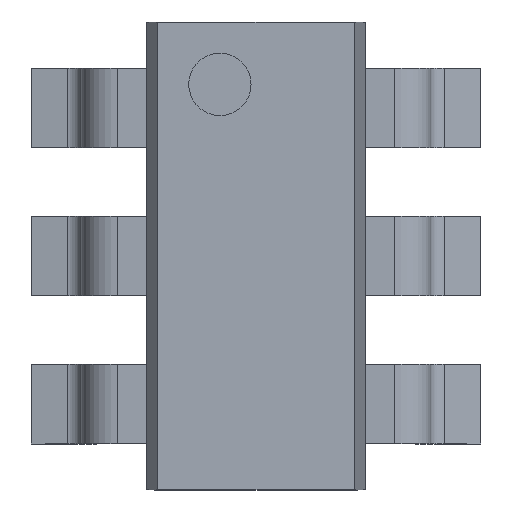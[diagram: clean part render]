
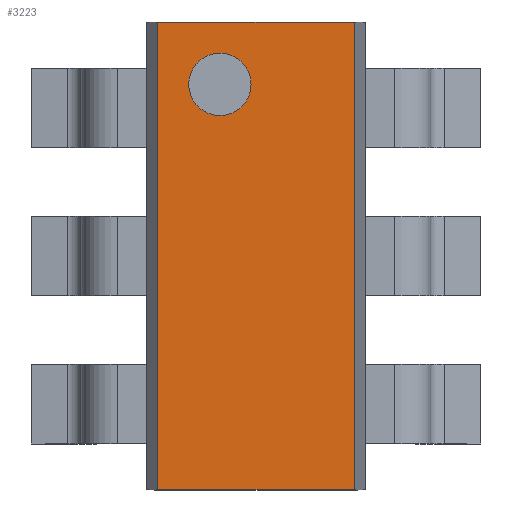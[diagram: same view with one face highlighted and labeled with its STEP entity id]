
A CAD part, top view. The second image highlights one B-rep face of the part: STEP entity #3223.
In plain terms, the highlighted planar face has unit normal (0, 0, 1).
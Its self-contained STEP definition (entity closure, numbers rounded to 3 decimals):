
#2869=CARTESIAN_POINT('',(-0.032,1.1,1.));
#2870=VERTEX_POINT('',#2869);
#2879=CARTESIAN_POINT('',(-0.432,1.1,1.));
#2880=VERTEX_POINT('',#2879);
#2881=CARTESIAN_POINT('',(-0.232,1.1,1.));
#2882=DIRECTION('',(0.0,0.0,-1.0));
#2883=DIRECTION('',(1.0,0.0,0.0));
#2884=AXIS2_PLACEMENT_3D('',#2881,#2882,#2883);
#2885=CIRCLE('',#2884,0.2);
#2886=EDGE_CURVE('',#2880,#2870,#2885,.T.);
#2920=CARTESIAN_POINT('',(-0.232,1.1,1.));
#2921=DIRECTION('',(0.0,0.0,-1.0));
#2922=DIRECTION('',(1.0,0.0,0.0));
#2923=AXIS2_PLACEMENT_3D('',#2920,#2921,#2922);
#2924=CIRCLE('',#2923,0.2);
#2925=EDGE_CURVE('',#2870,#2880,#2924,.T.);
#2947=CARTESIAN_POINT('',(-0.632,-1.5,1.));
#2948=VERTEX_POINT('',#2947);
#2955=CARTESIAN_POINT('',(-0.632,1.5,1.));
#2956=VERTEX_POINT('',#2955);
#2957=CARTESIAN_POINT('',(-0.632,1.5,1.));
#2958=DIRECTION('',(0.0,-1.0,0.0));
#2959=VECTOR('',#2958,3.0);
#2960=LINE('',#2957,#2959);
#2961=EDGE_CURVE('',#2956,#2948,#2960,.T.);
#3002=CARTESIAN_POINT('',(0.632,1.5,1.));
#3003=VERTEX_POINT('',#3002);
#3004=CARTESIAN_POINT('',(0.632,1.5,1.));
#3005=DIRECTION('',(-1.0,0.0,0.0));
#3006=VECTOR('',#3005,1.263);
#3007=LINE('',#3004,#3006);
#3008=EDGE_CURVE('',#3003,#2956,#3007,.T.);
#3048=CARTESIAN_POINT('',(0.632,-1.5,1.));
#3049=VERTEX_POINT('',#3048);
#3065=CARTESIAN_POINT('',(0.632,-1.5,1.));
#3066=DIRECTION('',(0.0,1.0,0.0));
#3067=VECTOR('',#3066,3.0);
#3068=LINE('',#3065,#3067);
#3069=EDGE_CURVE('',#3003,#3049,#3068,.F.);
#3118=CARTESIAN_POINT('',(-0.632,-1.5,1.));
#3119=DIRECTION('',(1.0,0.0,0.0));
#3120=VECTOR('',#3119,1.263);
#3121=LINE('',#3118,#3120);
#3122=EDGE_CURVE('',#2948,#3049,#3121,.T.);
#3208=CARTESIAN_POINT('',(-0.615,1.5,1.));
#3209=DIRECTION('',(0.0,0.0,1.0));
#3210=DIRECTION('',(-1.0,0.0,0.0));
#3211=AXIS2_PLACEMENT_3D('',#3208,#3209,#3210);
#3212=PLANE('',#3211);
#3213=ORIENTED_EDGE('',*,*,#3122,.T.);
#3214=ORIENTED_EDGE('',*,*,#3069,.F.);
#3215=ORIENTED_EDGE('',*,*,#3008,.T.);
#3216=ORIENTED_EDGE('',*,*,#2961,.T.);
#3217=EDGE_LOOP('',(#3213,#3214,#3215,#3216));
#3218=FACE_OUTER_BOUND('',#3217,.T.);
#3219=ORIENTED_EDGE('',*,*,#2925,.T.);
#3220=ORIENTED_EDGE('',*,*,#2886,.T.);
#3221=EDGE_LOOP('',(#3219,#3220));
#3222=FACE_BOUND('',#3221,.T.);
#3223=ADVANCED_FACE('',(#3218,#3222),#3212,.T.);
